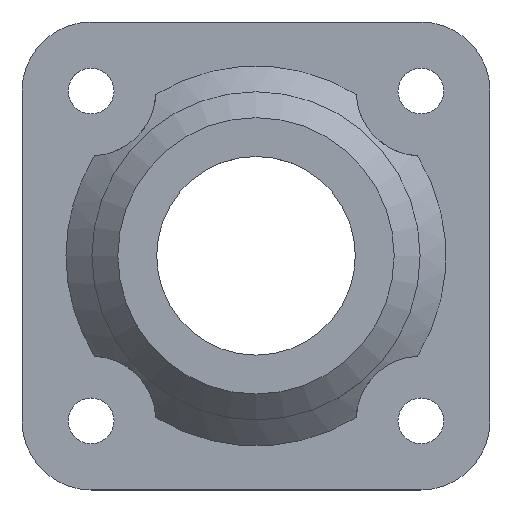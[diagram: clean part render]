
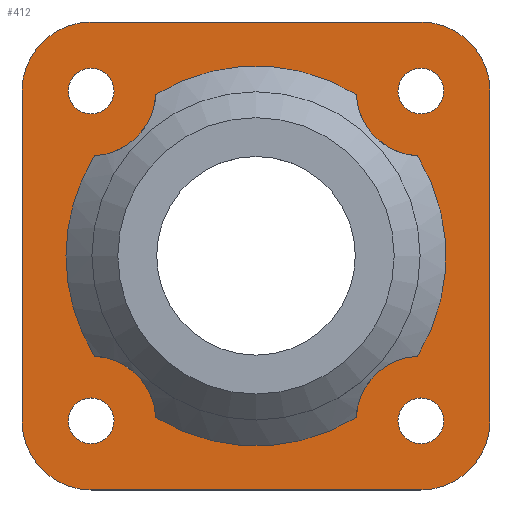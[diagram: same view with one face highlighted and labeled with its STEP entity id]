
A CAD part, top view. The second image highlights one B-rep face of the part: STEP entity #412.
In plain terms, the highlighted planar face has unit normal (0, 0, 1).
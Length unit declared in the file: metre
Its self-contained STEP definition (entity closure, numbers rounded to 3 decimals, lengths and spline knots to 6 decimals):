
#38=LINE('',#737,#54);
#39=LINE('',#741,#55);
#40=LINE('',#745,#56);
#41=LINE('',#749,#57);
#54=VECTOR('',#560,1.);
#55=VECTOR('',#563,1.);
#56=VECTOR('',#566,1.);
#57=VECTOR('',#569,1.);
#92=ORIENTED_EDGE('',*,*,#197,.T.);
#93=ORIENTED_EDGE('',*,*,#198,.T.);
#94=ORIENTED_EDGE('',*,*,#199,.T.);
#95=ORIENTED_EDGE('',*,*,#200,.F.);
#96=ORIENTED_EDGE('',*,*,#201,.T.);
#97=ORIENTED_EDGE('',*,*,#202,.F.);
#98=ORIENTED_EDGE('',*,*,#203,.T.);
#99=ORIENTED_EDGE('',*,*,#204,.T.);
#100=ORIENTED_EDGE('',*,*,#187,.T.);
#101=ORIENTED_EDGE('',*,*,#205,.T.);
#102=ORIENTED_EDGE('',*,*,#193,.T.);
#103=ORIENTED_EDGE('',*,*,#206,.T.);
#104=ORIENTED_EDGE('',*,*,#191,.T.);
#105=ORIENTED_EDGE('',*,*,#207,.T.);
#106=ORIENTED_EDGE('',*,*,#189,.T.);
#107=ORIENTED_EDGE('',*,*,#208,.T.);
#108=ORIENTED_EDGE('',*,*,#209,.F.);
#109=ORIENTED_EDGE('',*,*,#210,.F.);
#110=ORIENTED_EDGE('',*,*,#211,.F.);
#111=ORIENTED_EDGE('',*,*,#212,.F.);
#187=EDGE_CURVE('',#241,#239,#276,.T.);
#189=EDGE_CURVE('',#243,#242,#277,.T.);
#191=EDGE_CURVE('',#245,#244,#278,.T.);
#193=EDGE_CURVE('',#240,#246,#279,.T.);
#197=EDGE_CURVE('',#250,#251,#283,.T.);
#198=EDGE_CURVE('',#251,#252,#38,.T.);
#199=EDGE_CURVE('',#252,#253,#284,.T.);
#200=EDGE_CURVE('',#254,#253,#39,.T.);
#201=EDGE_CURVE('',#254,#255,#285,.T.);
#202=EDGE_CURVE('',#256,#255,#40,.T.);
#203=EDGE_CURVE('',#256,#257,#286,.T.);
#204=EDGE_CURVE('',#257,#250,#41,.T.);
#205=EDGE_CURVE('',#239,#240,#287,.T.);
#206=EDGE_CURVE('',#246,#245,#288,.T.);
#207=EDGE_CURVE('',#244,#243,#289,.T.);
#208=EDGE_CURVE('',#242,#241,#290,.T.);
#209=EDGE_CURVE('',#258,#258,#291,.T.);
#210=EDGE_CURVE('',#259,#259,#292,.T.);
#211=EDGE_CURVE('',#260,#260,#293,.T.);
#212=EDGE_CURVE('',#261,#261,#294,.T.);
#239=VERTEX_POINT('',#686);
#240=VERTEX_POINT('',#687);
#241=VERTEX_POINT('',#689);
#242=VERTEX_POINT('',#699);
#243=VERTEX_POINT('',#701);
#244=VERTEX_POINT('',#711);
#245=VERTEX_POINT('',#713);
#246=VERTEX_POINT('',#723);
#250=VERTEX_POINT('',#735);
#251=VERTEX_POINT('',#736);
#252=VERTEX_POINT('',#738);
#253=VERTEX_POINT('',#740);
#254=VERTEX_POINT('',#742);
#255=VERTEX_POINT('',#744);
#256=VERTEX_POINT('',#746);
#257=VERTEX_POINT('',#748);
#258=VERTEX_POINT('',#755);
#259=VERTEX_POINT('',#757);
#260=VERTEX_POINT('',#759);
#261=VERTEX_POINT('',#761);
#276=CIRCLE('',#460,0.022);
#277=CIRCLE('',#461,0.022);
#278=CIRCLE('',#462,0.022);
#279=CIRCLE('',#463,0.022);
#283=CIRCLE('',#470,0.008);
#284=CIRCLE('',#471,0.008);
#285=CIRCLE('',#472,0.008);
#286=CIRCLE('',#473,0.008);
#287=CIRCLE('',#474,0.0075);
#288=CIRCLE('',#475,0.0075);
#289=CIRCLE('',#476,0.0075);
#290=CIRCLE('',#477,0.0075);
#291=CIRCLE('',#478,0.00265);
#292=CIRCLE('',#479,0.00265);
#293=CIRCLE('',#480,0.00265);
#294=CIRCLE('',#481,0.00265);
#311=EDGE_LOOP('',(#92,#93,#94,#95,#96,#97,#98,#99));
#312=EDGE_LOOP('',(#100,#101,#102,#103,#104,#105,#106,#107));
#313=EDGE_LOOP('',(#108));
#314=EDGE_LOOP('',(#109));
#315=EDGE_LOOP('',(#110));
#316=EDGE_LOOP('',(#111));
#361=FACE_BOUND('',#311,.T.);
#362=FACE_BOUND('',#312,.T.);
#363=FACE_BOUND('',#313,.T.);
#364=FACE_BOUND('',#314,.T.);
#365=FACE_BOUND('',#315,.T.);
#366=FACE_BOUND('',#316,.T.);
#401=PLANE('',#469);
#412=ADVANCED_FACE('',(#361,#362,#363,#364,#365,#366),#401,.F.);
#460=AXIS2_PLACEMENT_3D('',#688,#538,#539);
#461=AXIS2_PLACEMENT_3D('',#700,#540,#541);
#462=AXIS2_PLACEMENT_3D('',#712,#542,#543);
#463=AXIS2_PLACEMENT_3D('',#724,#544,#545);
#469=AXIS2_PLACEMENT_3D('',#733,#556,#557);
#470=AXIS2_PLACEMENT_3D('',#734,#558,#559);
#471=AXIS2_PLACEMENT_3D('',#739,#561,#562);
#472=AXIS2_PLACEMENT_3D('',#743,#564,#565);
#473=AXIS2_PLACEMENT_3D('',#747,#567,#568);
#474=AXIS2_PLACEMENT_3D('',#750,#570,#571);
#475=AXIS2_PLACEMENT_3D('',#751,#572,#573);
#476=AXIS2_PLACEMENT_3D('',#752,#574,#575);
#477=AXIS2_PLACEMENT_3D('',#753,#576,#577);
#478=AXIS2_PLACEMENT_3D('',#754,#578,#579);
#479=AXIS2_PLACEMENT_3D('',#756,#580,#581);
#480=AXIS2_PLACEMENT_3D('',#758,#582,#583);
#481=AXIS2_PLACEMENT_3D('',#760,#584,#585);
#538=DIRECTION('',(0.,0.,-1.));
#539=DIRECTION('',(-1.,0.,0.));
#540=DIRECTION('',(0.,0.,-1.));
#541=DIRECTION('',(-1.,0.,0.));
#542=DIRECTION('',(0.,0.,-1.));
#543=DIRECTION('',(-1.,0.,0.));
#544=DIRECTION('',(0.,0.,-1.));
#545=DIRECTION('',(-1.,0.,0.));
#556=DIRECTION('',(0.,0.,-1.));
#557=DIRECTION('',(-1.,0.,0.));
#558=DIRECTION('',(0.,0.,1.));
#559=DIRECTION('',(1.,0.,0.));
#560=DIRECTION('',(1.,0.,0.));
#561=DIRECTION('',(0.,0.,1.));
#562=DIRECTION('',(1.,0.,0.));
#563=DIRECTION('',(0.,-1.,0.));
#564=DIRECTION('',(0.,0.,1.));
#565=DIRECTION('',(1.,0.,0.));
#566=DIRECTION('',(1.,0.,0.));
#567=DIRECTION('',(0.,0.,1.));
#568=DIRECTION('',(1.,0.,0.));
#569=DIRECTION('',(0.,-1.,0.));
#570=DIRECTION('',(0.,0.,1.));
#571=DIRECTION('',(1.,0.,0.));
#572=DIRECTION('',(0.,0.,1.));
#573=DIRECTION('',(1.,0.,0.));
#574=DIRECTION('',(0.,0.,1.));
#575=DIRECTION('',(1.,0.,0.));
#576=DIRECTION('',(0.,0.,1.));
#577=DIRECTION('',(1.,0.,0.));
#578=DIRECTION('',(0.,0.,1.));
#579=DIRECTION('',(1.,0.,0.));
#580=DIRECTION('',(0.,0.,1.));
#581=DIRECTION('',(1.,0.,0.));
#582=DIRECTION('',(0.,0.,1.));
#583=DIRECTION('',(1.,0.,0.));
#584=DIRECTION('',(0.,0.,1.));
#585=DIRECTION('',(1.,0.,0.));
#686=CARTESIAN_POINT('',(-0.011603,-0.018692,0.183));
#687=CARTESIAN_POINT('',(-0.018692,-0.011603,0.183));
#688=CARTESIAN_POINT('',(0.,0.,0.183));
#689=CARTESIAN_POINT('',(0.011603,-0.018692,0.183));
#699=CARTESIAN_POINT('',(0.018692,-0.011603,0.183));
#700=CARTESIAN_POINT('',(0.,0.,0.183));
#701=CARTESIAN_POINT('',(0.018692,0.011603,0.183));
#711=CARTESIAN_POINT('',(0.011603,0.018692,0.183));
#712=CARTESIAN_POINT('',(0.,0.,0.183));
#713=CARTESIAN_POINT('',(-0.011603,0.018692,0.183));
#723=CARTESIAN_POINT('',(-0.018692,0.011603,0.183));
#724=CARTESIAN_POINT('',(0.,0.,0.183));
#733=CARTESIAN_POINT('',(-0.027,0.,0.183));
#734=CARTESIAN_POINT('',(-0.019092,-0.019092,0.183));
#735=CARTESIAN_POINT('',(-0.027092,-0.019092,0.183));
#736=CARTESIAN_POINT('',(-0.019092,-0.027092,0.183));
#737=CARTESIAN_POINT('',(0.,-0.027092,0.183));
#738=CARTESIAN_POINT('',(0.019092,-0.027092,0.183));
#739=CARTESIAN_POINT('',(0.019092,-0.019092,0.183));
#740=CARTESIAN_POINT('',(0.027092,-0.019092,0.183));
#741=CARTESIAN_POINT('',(0.027092,0.,0.183));
#742=CARTESIAN_POINT('',(0.027092,0.019092,0.183));
#743=CARTESIAN_POINT('',(0.019092,0.019092,0.183));
#744=CARTESIAN_POINT('',(0.019092,0.027092,0.183));
#745=CARTESIAN_POINT('',(0.,0.027092,0.183));
#746=CARTESIAN_POINT('',(-0.019092,0.027092,0.183));
#747=CARTESIAN_POINT('',(-0.019092,0.019092,0.183));
#748=CARTESIAN_POINT('',(-0.027092,0.019092,0.183));
#749=CARTESIAN_POINT('',(-0.027092,0.,0.183));
#750=CARTESIAN_POINT('',(-0.019092,-0.019092,0.183));
#751=CARTESIAN_POINT('',(-0.019092,0.019092,0.183));
#752=CARTESIAN_POINT('',(0.019092,0.019092,0.183));
#753=CARTESIAN_POINT('',(0.019092,-0.019092,0.183));
#754=CARTESIAN_POINT('',(-0.019092,0.019092,0.183));
#755=CARTESIAN_POINT('',(-0.016442,0.019092,0.183));
#756=CARTESIAN_POINT('',(0.019092,0.019092,0.183));
#757=CARTESIAN_POINT('',(0.021742,0.019092,0.183));
#758=CARTESIAN_POINT('',(0.019092,-0.019092,0.183));
#759=CARTESIAN_POINT('',(0.021742,-0.019092,0.183));
#760=CARTESIAN_POINT('',(-0.019092,-0.019092,0.183));
#761=CARTESIAN_POINT('',(-0.016442,-0.019092,0.183));
